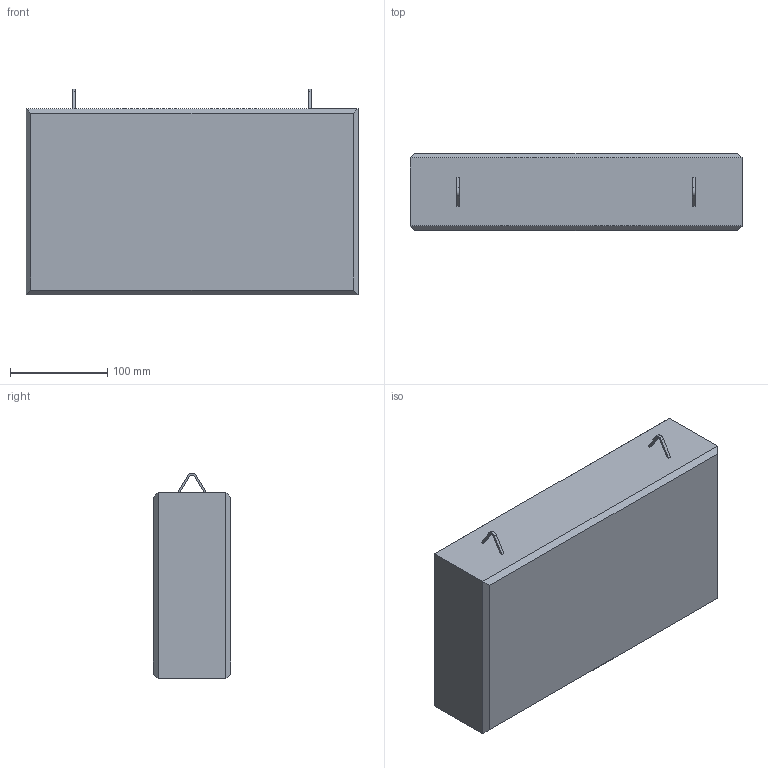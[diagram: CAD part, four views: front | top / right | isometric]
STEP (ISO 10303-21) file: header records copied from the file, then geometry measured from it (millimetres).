
FILE_DESCRIPTION(/* description */ ('Unknown'),/* implementation_level */ '2;1');
FILE_NAME(/* name */ 'SNP 7288 K LED 230V',/* time_stamp */ '2018-06-19T11:27:55+02:00',/* author */ ('Unknown'),/* organization */ ('Unknown'),/* preprocessor_version */ 'ST-DEVELOPER v16.7',/* originating_system */ 'DEX',/* authorisation */ $);
FILE_SCHEMA (('AUTOMOTIVE_DESIGN {1 0 10303 214 3 1 1}'));
Length unit declared in the file: millimetre
Products named in the file (1): Part6
Bounding box: 342 x 80 x 212 mm (x, y, z)
Volume: 5227331.7 mm3; surface area: 211364.8 mm2
Topology: 1 solids, 1 shells, 30 faces, 76 edges, 48 vertices
Faces by surface type: plane 26, cylinder 4
Entity records: 922 total; most frequent: CARTESIAN_POINT 155, ORIENTED_EDGE 152, DIRECTION 146, EDGE_CURVE 76, LINE 68, VECTOR 68, VERTEX_POINT 48, AXIS2_PLACEMENT_3D 39
